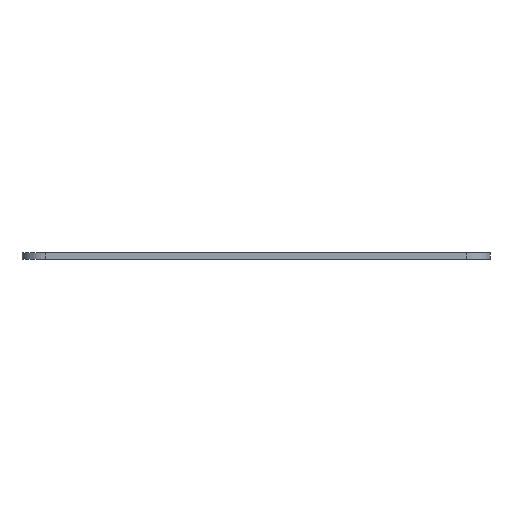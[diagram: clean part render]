
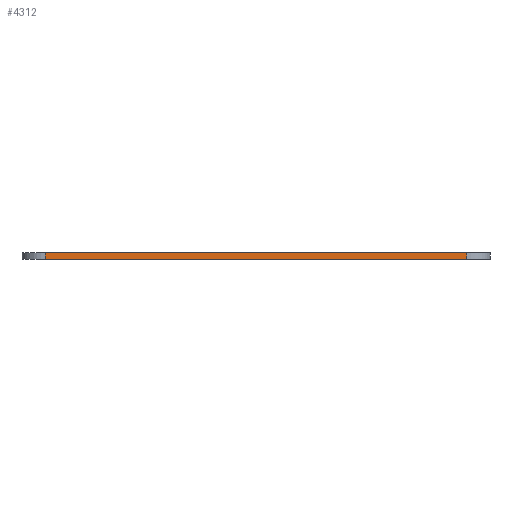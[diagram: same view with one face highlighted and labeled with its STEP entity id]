
A CAD part, front view. The second image highlights one B-rep face of the part: STEP entity #4312.
In plain terms, the highlighted planar face has unit normal (0, -1, 0).
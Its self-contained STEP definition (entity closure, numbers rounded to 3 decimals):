
#483=FACE_OUTER_BOUND('',#745,.T.);
#745=EDGE_LOOP('',(#3662,#3663,#3664,#3665));
#1046=LINE('',#7078,#1482);
#1106=LINE('',#7314,#1542);
#1181=LINE('',#7582,#1617);
#1182=LINE('',#7584,#1618);
#1482=VECTOR('',#5044,10.);
#1542=VECTOR('',#5226,10.);
#1617=VECTOR('',#5455,10.);
#1618=VECTOR('',#5458,10.);
#1915=VERTEX_POINT('',#7075);
#1916=VERTEX_POINT('',#7077);
#2030=VERTEX_POINT('',#7311);
#2031=VERTEX_POINT('',#7313);
#2435=EDGE_CURVE('',#1915,#1916,#1046,.T.);
#2553=EDGE_CURVE('',#2030,#2031,#1106,.T.);
#2687=EDGE_CURVE('',#1916,#2030,#1181,.T.);
#2688=EDGE_CURVE('',#2031,#1915,#1182,.T.);
#3662=ORIENTED_EDGE('',*,*,#2687,.F.);
#3663=ORIENTED_EDGE('',*,*,#2435,.F.);
#3664=ORIENTED_EDGE('',*,*,#2688,.F.);
#3665=ORIENTED_EDGE('',*,*,#2553,.F.);
#4143=PLANE('',#4625);
#4312=ADVANCED_FACE('',(#483),#4143,.T.);
#4625=AXIS2_PLACEMENT_3D('',#7583,#5456,#5457);
#5044=DIRECTION('',(1.,0.,0.));
#5226=DIRECTION('',(-1.,0.,0.));
#5455=DIRECTION('',(0.,0.,-1.));
#5456=DIRECTION('center_axis',(0.,-1.,0.));
#5457=DIRECTION('ref_axis',(1.,0.,0.));
#5458=DIRECTION('',(0.,0.,1.));
#7075=CARTESIAN_POINT('',(-6.896,-69.321,1.5));
#7077=CARTESIAN_POINT('',(84.104,-69.321,1.5));
#7078=CARTESIAN_POINT('',(89.104,-69.321,1.5));
#7311=CARTESIAN_POINT('',(84.104,-69.321,0.));
#7313=CARTESIAN_POINT('',(-6.896,-69.321,0.));
#7314=CARTESIAN_POINT('',(89.104,-69.321,0.));
#7582=CARTESIAN_POINT('',(84.104,-69.321,0.));
#7583=CARTESIAN_POINT('Origin',(-11.896,-69.321,0.));
#7584=CARTESIAN_POINT('',(-6.896,-69.321,0.));
